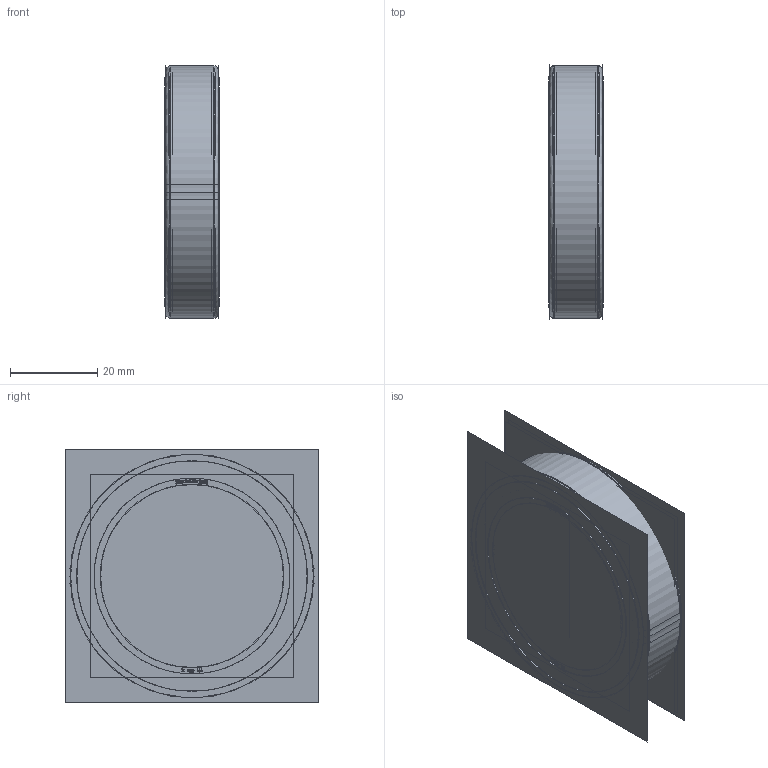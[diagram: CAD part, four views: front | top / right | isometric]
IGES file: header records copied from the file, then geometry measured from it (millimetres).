
Start section:  PTC IGES file: fr453z.igs
Global section: file name: fr453z.igs; native system: Creo Parametric by Parametric Technology Corporation; preprocessor: 2013150; author: sales 4; organization: Unknown; date: 20140326.143356; units: millimetre
Bounding box: 12.48 x 58.24 x 58.24 mm (x, y, z)
Volume: 12437.2 mm3; surface area: 126001.3 mm2
Topology: 53 solids, 53 shells, 3734 faces, 20102 edges, 25604 vertices
Faces by surface type: revolution 2040, bspline 1694
